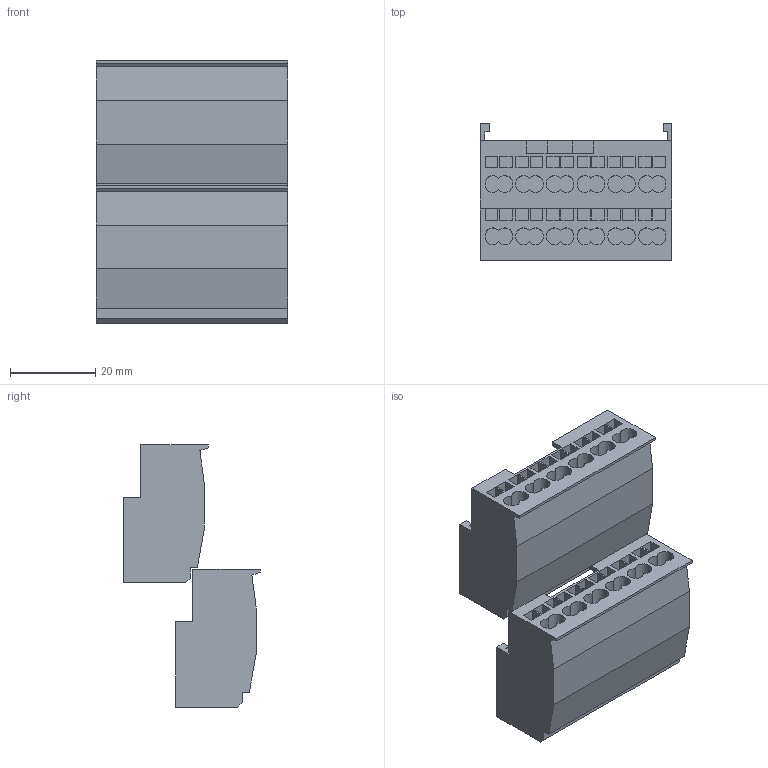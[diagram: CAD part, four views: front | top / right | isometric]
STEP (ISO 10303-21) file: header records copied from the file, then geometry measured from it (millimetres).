
FILE_DESCRIPTION(('STEP AP214'),'1');
FILE_NAME('cctmp_D831330D-DDE0-40C3-ACA7-71A9C9C03374_2023_07_18_13_16_04_0104..stp','2023-07-18T11:16:04',('SIEMENS A&D'),('CADClick - www.CADClick.com'),'Spatial InterOp 3D postprocessed',' ','unknown authorization');
FILE_SCHEMA(('AUTOMOTIVE_DESIGN'));
Length unit declared in the file: millimetre
Products named in the file (3): cc_unnamed; 2023_07_18_13_16_04_0073; 2023_07_18_13_16_04_0041
Assembly tree (2 placements, depth 2):
  cc_unnamed
    2023_07_18_13_16_04_0073
    2023_07_18_13_16_04_0041
Bounding box: 45 x 32 x 61.5 mm (x, y, z)
Volume: 33733.7 mm3; surface area: 17706.9 mm2
Topology: 2 solids, 2 shells, 274 faces, 702 edges, 468 vertices
Faces by surface type: plane 226, cylinder 48
Entity records: 9113 total; most frequent: CARTESIAN_POINT 1447, ORIENTED_EDGE 1404, DIRECTION 1352, EDGE_CURVE 702, LINE 606, VECTOR 606, VERTEX_POINT 468, AXIS2_PLACEMENT_3D 373
